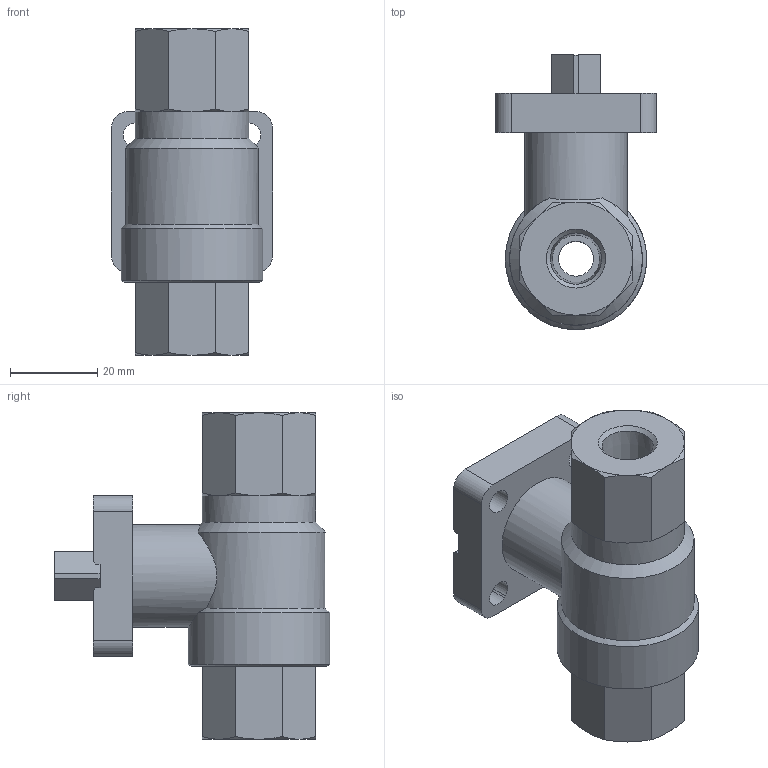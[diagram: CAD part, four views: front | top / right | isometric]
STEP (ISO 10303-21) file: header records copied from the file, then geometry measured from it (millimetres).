
FILE_DESCRIPTION(/* description */ ('STEP AP214'),/* implementation_level */ '2;1');
FILE_NAME(/* name */ '534302_VAPB-1_4-F-40-F03',/* time_stamp */ '2024-09-16T08:23:26+02:00',/* author */ ('License CC BY-ND 4.0'),/* organization */ ('CADENAS'),/* preprocessor_version */ 'ST-DEVELOPER v19.3',/* originating_system */ 'PARTsolutions',/* authorisation */ ' ');
FILE_SCHEMA (('AUTOMOTIVE_DESIGN {1 0 10303 214 3 1 1}'));
Length unit declared in the file: millimetre
Products named in the file (1): 534302 VAPB-1/4-F-40-F03
Bounding box: 37 x 63.25 x 75 mm (x, y, z)
Volume: 60936.8 mm3; surface area: 15563.3 mm2
Topology: 1 solids, 1 shells, 114 faces, 296 edges, 188 vertices
Faces by surface type: plane 61, cone 35, cylinder 18
Full cylindrical faces by diameter (mm): 3.242 x1, 8 x1, 23.6 x1, 26 x1, 32.5 x1
Entity records: 3451 total; most frequent: CARTESIAN_POINT 788, ORIENTED_EDGE 550, DIRECTION 512, EDGE_CURVE 275, AXIS2_PLACEMENT_3D 188, VERTEX_POINT 181, FACE_BOUND 142, EDGE_LOOP 141
